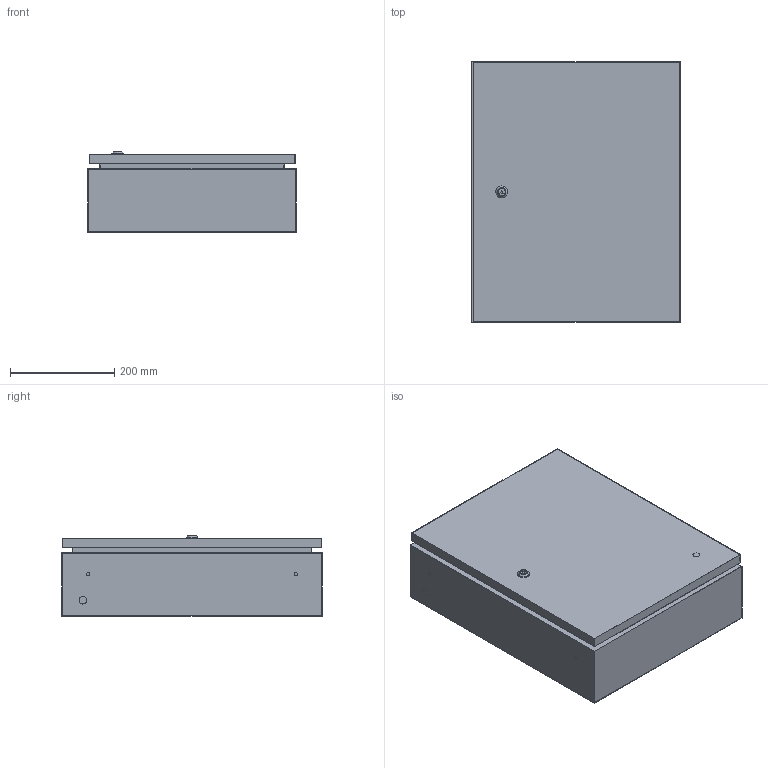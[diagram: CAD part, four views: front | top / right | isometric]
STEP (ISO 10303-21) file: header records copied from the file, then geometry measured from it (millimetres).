
FILE_DESCRIPTION (( 'STEP AP203' ), '1' );
FILE_NAME ('TI5-10-N-050-040-015-66_TITAN5 ﾙﾌﾏ-50.40.15 ﾓﾕﾋ1 IP66 IEK.STEP', '2022-12-05T09:38:45', ( '' ), ( '' ), 'SwSTEP 2.0', 'SolidWorks 2022', '' );
FILE_SCHEMA (( 'CONFIG_CONTROL_DESIGN' ));
Length unit declared in the file: millimetre
Products named in the file (5): TI5-10-N-050-040-015-66_TITAN5 ЩМП-50.40.15 УХЛ1 IP66 IEK; Mont.Panel_500x400; Obolochka_SHMP_50.40.15; Gaika_6; Dver_-500.400
Assembly tree (7 placements, depth 2):
  TI5-10-N-050-040-015-66_TITAN5 ЩМП-50.40.15 УХЛ1 IP66 IEK
    Obolochka_SHMP_50.40.15
    Mont.Panel_500x400
    Dver_-500.400
    Gaika_6  x4
Bounding box: 400 x 500 x 154.5 mm (x, y, z)
Volume: 1009736.9 mm3; surface area: 1809676.7 mm2
Topology: 11 solids, 11 shells, 744 faces, 1789 edges, 1178 vertices
Faces by surface type: plane 618, cylinder 102, cone 24
Entity records: 21126 total; most frequent: CARTESIAN_POINT 3607, ORIENTED_EDGE 3434, DIRECTION 3355, EDGE_CURVE 1717, VECTOR 1503, LINE 1503, VERTEX_POINT 1130, AXIS2_PLACEMENT_3D 926
